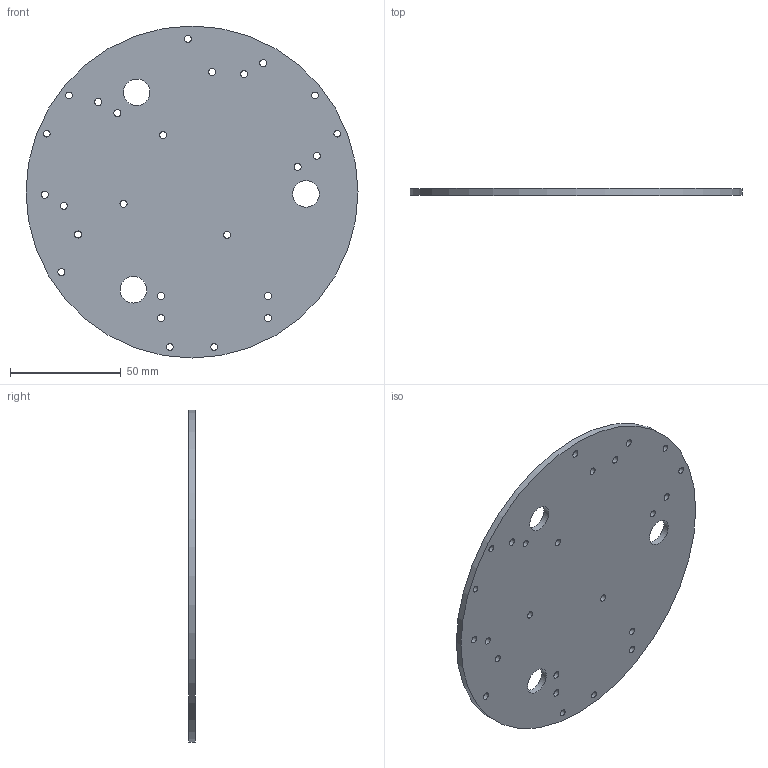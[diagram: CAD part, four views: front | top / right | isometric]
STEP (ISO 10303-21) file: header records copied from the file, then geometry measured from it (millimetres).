
FILE_DESCRIPTION(/* description */ (''),/* implementation_level */ '2;1');
FILE_NAME(/* name */ 'part02.step',/* time_stamp */ '2018-01-18T13:54:06+09:00',/* author */ (''),/* organization */ (''),/* preprocessor_version */ 'ST-DEVELOPER v16.13',/* originating_system */ 'Autodesk Translation Framework v6.5.0.72',/* authorisation */ '');
FILE_SCHEMA (('AUTOMOTIVE_DESIGN { 1 0 10303 214 3 1 1 }'));
Length unit declared in the file: millimetre
Products named in the file (1): Fusion コンポーネント
Bounding box: 150 x 3 x 150 mm (x, y, z)
Volume: 51410.8 mm3; surface area: 36769.6 mm2
Topology: 1 solids, 1 shells, 31 faces, 93 edges, 64 vertices
Faces by surface type: cylinder 29, plane 2
Full cylindrical faces by diameter (mm): 3 x6, 3.2 x19, 12 x3, 150 x1
Entity records: 1251 total; most frequent: DIRECTION 221, CARTESIAN_POINT 189, ORIENTED_EDGE 186, AXIS2_PLACEMENT_3D 96, EDGE_CURVE 93, EDGE_LOOP 87, CIRCLE 64, VERTEX_POINT 64
